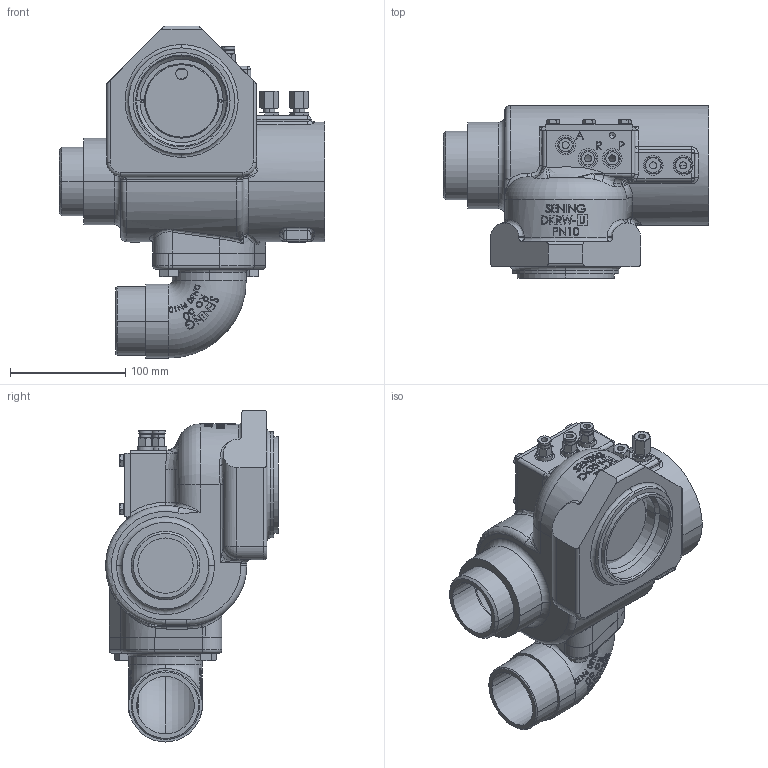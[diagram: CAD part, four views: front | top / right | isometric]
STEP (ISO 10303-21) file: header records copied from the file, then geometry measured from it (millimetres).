
FILE_DESCRIPTION (( 'STEP AP214' ), '1' );
FILE_NAME ('DKRWU_250954.STEP', '2014-03-24T14:12:41', ( 'Admin2' ), ( '' ), 'SwSTEP 2.0', 'SolidWorks 2010', '' );
FILE_SCHEMA (( 'AUTOMOTIVE_DESIGN' ));
Length unit declared in the file: millimetre
Products named in the file (1): DKRWU_250954
Bounding box: 230 x 150 x 288 mm (x, y, z)
Surface area: 208627.9 mm2 (no closed solid volume)
Topology: 0 solids, 46 shells, 1271 faces, 4082 edges, 2746 vertices
Faces by surface type: plane 527, bspline 348, cylinder 212, torus 95, cone 81, sphere 8
Entity records: 81887 total; most frequent: CARTESIAN_POINT 36660, ORIENTED_EDGE 6686, DIRECTION 5004, EDGE_CURVE 4056, VERTEX_POINT 2746, VECTOR 1728, LINE 1728, AXIS2_PLACEMENT_3D 1638
